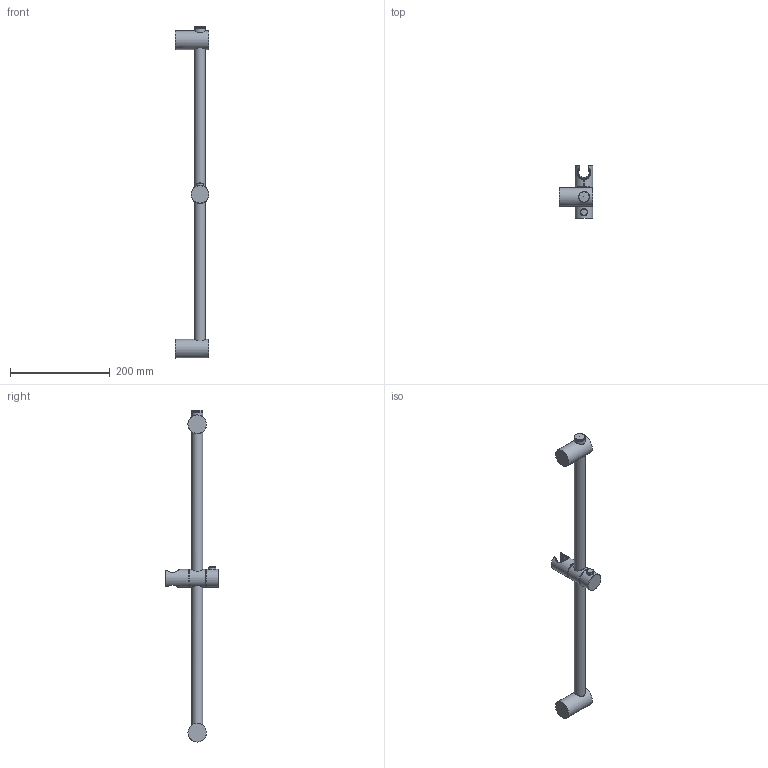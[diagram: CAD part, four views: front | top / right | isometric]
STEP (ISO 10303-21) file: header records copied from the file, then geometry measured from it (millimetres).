
FILE_DESCRIPTION(/* description */ ('Unknown'),/* implementation_level */ '2;1');
FILE_NAME(/* name */ '27724000_',/* time_stamp */ '2022-09-09T04:50:14+02:00',/* author */ ('Unknown'),/* organization */ ('GROHE AG'),/* preprocessor_version */ 'ST-DEVELOPER v16.7',/* originating_system */ 'DEX',/* authorisation */ $);
FILE_SCHEMA (('AUTOMOTIVE_DESIGN {1 0 10303 214 3 1 1}'));
Length unit declared in the file: millimetre
Products named in the file (3): 27724000_; id50
Assembly tree (2 placements, depth 2):
  27724000_
    27724000_
    id50
Bounding box: 68 x 105.7 x 665.16 mm (x, y, z)
Volume: 366034.4 mm3; surface area: 118543.3 mm2
Topology: 1 solids, 7 shells, 67 faces, 346 edges, 282 vertices
Faces by surface type: cylinder 18, plane 16, bspline 13, torus 10, cone 5, sphere 5
Full cylindrical faces by diameter (mm): 21.8 x3, 21.9 x1, 33.4 x2, 36 x3, 37.213 x2
Entity records: 4634 total; most frequent: CARTESIAN_POINT 2241, ORIENTED_EDGE 387, EDGE_CURVE 294, VERTEX_POINT 262, DIRECTION 262, B_SPLINE_CURVE_WITH_KNOTS 211, AXIS2_PLACEMENT_3D 122, EDGE_LOOP 111
